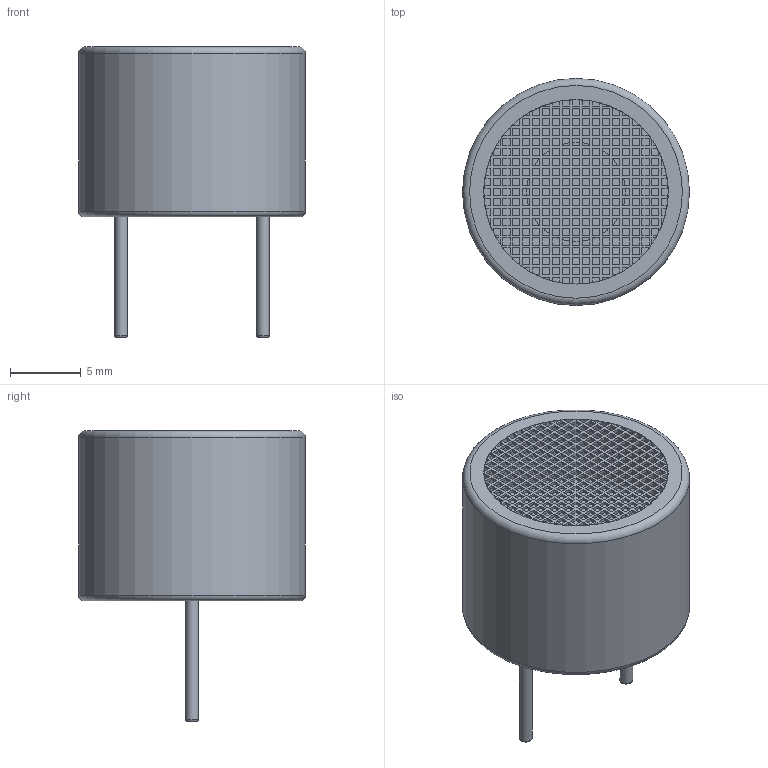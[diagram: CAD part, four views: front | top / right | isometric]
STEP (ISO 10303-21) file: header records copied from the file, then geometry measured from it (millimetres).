
FILE_DESCRIPTION(/* description */ (''),/* implementation_level */ '2;1');
FILE_NAME(/* name */ 'HY40A16T12.step',/* time_stamp */ '2024-01-02T16:15:13+01:00',/* author */ (''),/* organization */ (''),/* preprocessor_version */ 'ST-DEVELOPER v20',/* originating_system */ 'Autodesk Translation Framework v12.14.0.127',/* authorisation */ '');
FILE_SCHEMA (('AUTOMOTIVE_DESIGN { 1 0 10303 214 3 1 1 }'));
Length unit declared in the file: millimetre
Products named in the file (1): HY40A16T12
Bounding box: 16 x 16 x 20.5 mm (x, y, z)
Volume: 1718.4 mm3; surface area: 1528.8 mm2
Topology: 2 solids, 2 shells, 1201 faces, 3571 edges, 2380 vertices
Faces by surface type: plane 1138, cylinder 59, torus 4
Full cylindrical faces by diameter (mm): 0.9 x2, 2.5 x1, 7 x1, 13 x1, 15 x1, 16 x1
Entity records: 40537 total; most frequent: CARTESIAN_POINT 7153, ORIENTED_EDGE 7142, DIRECTION 6103, EDGE_CURVE 3571, LINE 3443, VECTOR 3443, VERTEX_POINT 2380, EDGE_LOOP 1689
